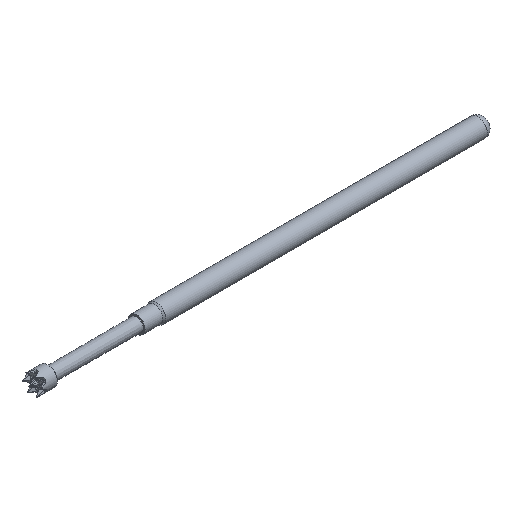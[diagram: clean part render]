
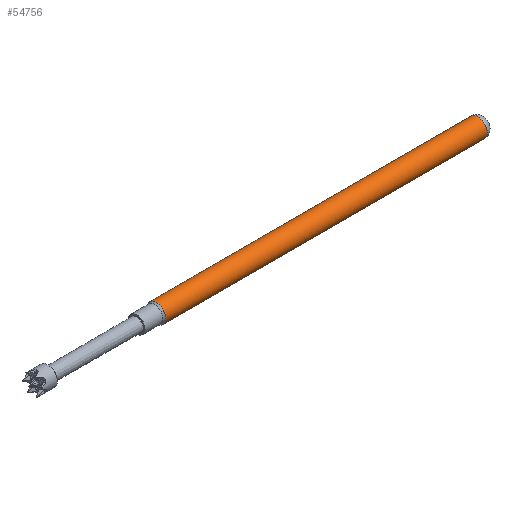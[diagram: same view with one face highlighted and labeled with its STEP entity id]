
A CAD part, isometric view. The second image highlights one B-rep face of the part: STEP entity #54756.
In plain terms, the highlighted cylindrical face has radius 0.683 mm (diameter 1.367 mm), a full revolution.
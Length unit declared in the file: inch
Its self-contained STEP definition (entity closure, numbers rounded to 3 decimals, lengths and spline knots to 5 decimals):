
#1929 = CARTESIAN_POINT ( 'NONE',  ( 0.94349, 0., 0. ) ) ;
#2975 = CARTESIAN_POINT ( 'NONE',  ( 0.92373, 0.0269, 0. ) ) ;
#4354 = EDGE_CURVE ( 'NONE', #7498, #7498, #51920, .T. ) ;
#4782 = FACE_OUTER_BOUND ( 'NONE', #28468, .T. ) ;
#4937 = DIRECTION ( 'NONE',  ( 0., 1., 0. ) ) ;
#5866 = DIRECTION ( 'NONE',  ( 0., 1., 0. ) ) ;
#6678 = VERTEX_POINT ( 'NONE', #19416 ) ;
#7498 = VERTEX_POINT ( 'NONE', #2975 ) ;
#12316 = ORIENTED_EDGE ( 'NONE', *, *, #4354, .F. ) ;
#19196 = DIRECTION ( 'NONE',  ( 0., 0., 1. ) ) ;
#19270 = DIRECTION ( 'NONE',  ( 1., 0., 0. ) ) ;
#19416 = CARTESIAN_POINT ( 'NONE',  ( 0., 0.0269, 0. ) ) ;
#22039 = CYLINDRICAL_SURFACE ( 'NONE', #44066, 0.0269 ) ;
#22883 = DIRECTION ( 'NONE',  ( -1., 0., 0. ) ) ;
#23777 = CARTESIAN_POINT ( 'NONE',  ( 0., 0., 0. ) ) ;
#23929 = CARTESIAN_POINT ( 'NONE',  ( 0.92373, 0., 0. ) ) ;
#27574 = AXIS2_PLACEMENT_3D ( 'NONE', #23929, #32670, #5866 ) ;
#27642 = AXIS2_PLACEMENT_3D ( 'NONE', #23777, #19270, #4937 ) ;
#28468 = EDGE_LOOP ( 'NONE', ( #12316 ) ) ;
#32670 = DIRECTION ( 'NONE',  ( 1., 0., 0. ) ) ;
#33257 = EDGE_LOOP ( 'NONE', ( #54811 ) ) ;
#37419 = EDGE_CURVE ( 'NONE', #6678, #6678, #40307, .T. ) ;
#40307 = CIRCLE ( 'NONE', #27642, 0.0269 ) ;
#43504 = FACE_OUTER_BOUND ( 'NONE', #33257, .T. ) ;
#44066 = AXIS2_PLACEMENT_3D ( 'NONE', #1929, #22883, #19196 ) ;
#51920 = CIRCLE ( 'NONE', #27574, 0.0269 ) ;
#54756 = ADVANCED_FACE ( 'NONE', ( #43504, #4782 ), #22039, .T. ) ;
#54811 = ORIENTED_EDGE ( 'NONE', *, *, #37419, .T. ) ;
